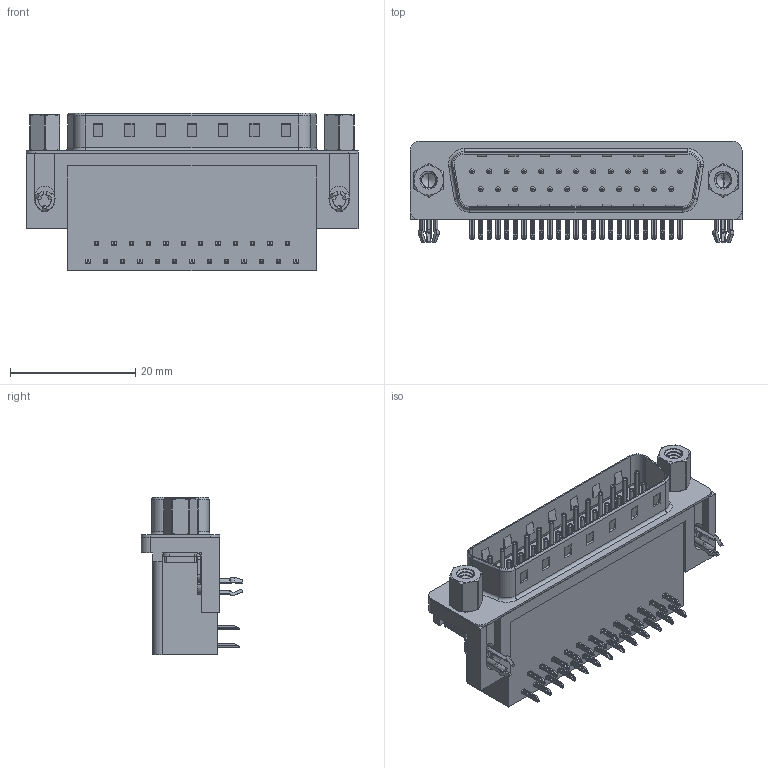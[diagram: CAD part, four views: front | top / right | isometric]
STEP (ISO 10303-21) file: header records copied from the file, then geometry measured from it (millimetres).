
FILE_DESCRIPTION (( 'STEP AP203' ), '1' );
FILE_NAME ('625-025-262-543.STEP', '2018-11-06T01:54:26', ( '' ), ( '' ), 'SwSTEP 2.0', 'SolidWorks 2016', '' );
FILE_SCHEMA (( 'CONFIG_CONTROL_DESIGN' ));
Length unit declared in the file: millimetre
Products named in the file (8): 625 Housing_25 Socket; 625 Shell_25 Socket; 625 Contact Bottom; 625 Contact Top; 625 4-40 Hex Standoff 5; 625 3 Prong Board Lock; 625-025-262-543; 625 4-40 Threaded Rivet
Assembly tree (33 placements, depth 2):
  625-025-262-543
    625 Housing_25 Socket
    625 Shell_25 Socket
    625 Contact Bottom  x12
    625 Contact Top  x13
    625 3 Prong Board Lock  x2
    625 4-40 Threaded Rivet  x2
    625 4-40 Hex Standoff 5  x2
Bounding box: 53.04 x 16.25 x 25.16 mm (x, y, z)
Volume: 9386.2 mm3; surface area: 9405.4 mm2
Topology: 33 solids, 33 shells, 2495 faces, 6269 edges, 3897 vertices
Faces by surface type: plane 1465, cylinder 739, torus 205, cone 68, bspline 18
Entity records: 29228 total; most frequent: CARTESIAN_POINT 8725, DIRECTION 3971, ORIENTED_EDGE 3930, EDGE_CURVE 1965, AXIS2_PLACEMENT_3D 1343, LINE 1285, VECTOR 1285, VERTEX_POINT 1266
